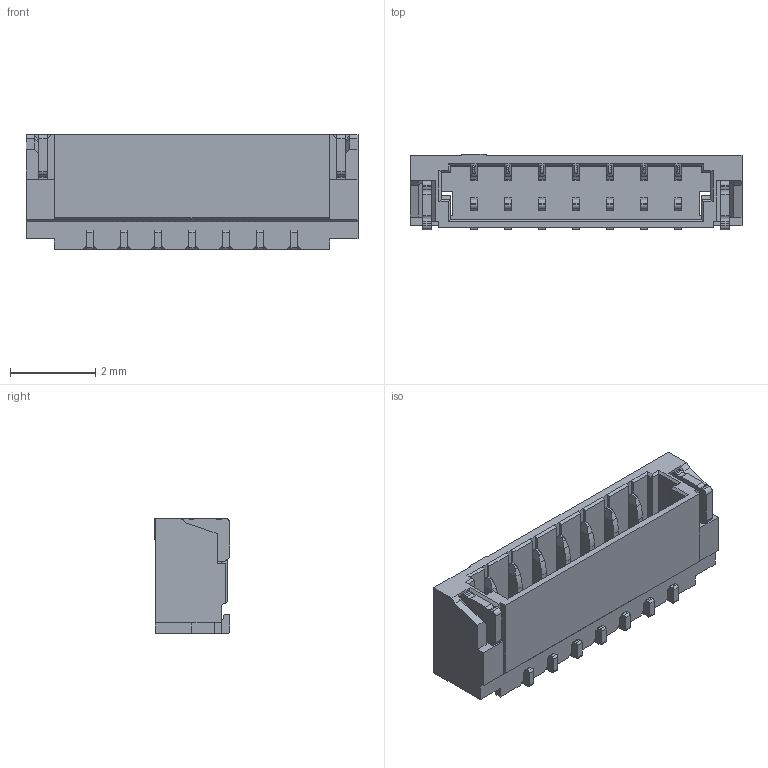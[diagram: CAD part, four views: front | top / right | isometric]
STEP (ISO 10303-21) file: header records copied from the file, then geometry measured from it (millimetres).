
FILE_DESCRIPTION(('CoCreate Modeling STEP Export'),'2;1');
FILE_NAME('WB0811H-07.stp','2021-09-09T13:51:16',(''),(''),'CoCreate Modeling STEP processor for AP214 (Solid Model)','CoCreate Modeling 16.00 13-May-2008 (C) Parametric Technology GmbH','');
FILE_SCHEMA(('AUTOMOTIVE_DESIGN { 1 0 10303 214 1 1 1 1 }'));
Length unit declared in the file: millimetre
Products named in the file (3): WB0811H-07; WB0811H-07XXX; WB0811H-07XXX.
Assembly tree (2 placements, depth 2):
  WB0811H-07XXX.
    WB0811H-07XXX
    WB0811H-07
Bounding box: 7.8 x 1.78 x 2.7 mm (x, y, z)
Volume: 20.6 mm3; surface area: 149 mm2
Topology: 1 solids, 1 shells, 637 faces, 2086 edges, 1462 vertices
Faces by surface type: plane 433, cylinder 204
Entity records: 24522 total; most frequent: CARTESIAN_POINT 4730, ORIENTED_EDGE 3996, DIRECTION 3801, EDGE_CURVE 1998, VECTOR 1649, LINE 1649, VERTEX_POINT 1286, AXIS2_PLACEMENT_3D 1076
